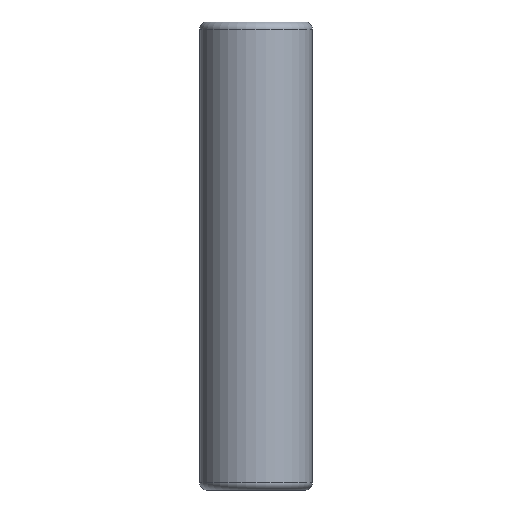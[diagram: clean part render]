
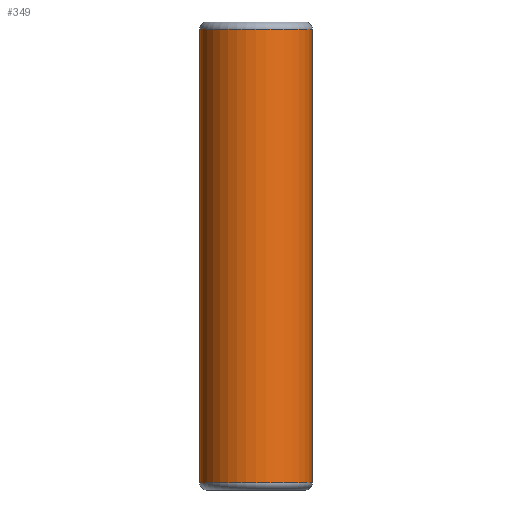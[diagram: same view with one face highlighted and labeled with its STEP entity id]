
A CAD part, front view. The second image highlights one B-rep face of the part: STEP entity #349.
In plain terms, the highlighted cylindrical face has radius 12 mm (diameter 24 mm), a partial arc.
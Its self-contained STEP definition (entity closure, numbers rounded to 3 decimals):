
#29 = VERTEX_POINT ( 'NONE', #333 ) ;
#30 = VERTEX_POINT ( 'NONE', #334 ) ;
#66 = ORIENTED_EDGE ( 'NONE', *, *, #457, .F. ) ;
#67 = ORIENTED_EDGE ( 'NONE', *, *, #205, .T. ) ;
#68 = ORIENTED_EDGE ( 'NONE', *, *, #204, .T. ) ;
#69 = ORIENTED_EDGE ( 'NONE', *, *, #207, .T. ) ;
#99 = EDGE_LOOP ( 'NONE', ( #66, #67, #68, #69 ) ) ;
#132 = VECTOR ( 'NONE', #356, 1000. ) ;
#134 = LINE ( 'NONE', #337, #132 ) ;
#137 = CIRCLE ( 'NONE', #229, 12. ) ;
#141 = CIRCLE ( 'NONE', #233, 12. ) ;
#149 = FACE_OUTER_BOUND ( 'NONE', #99, .T. ) ;
#155 = CYLINDRICAL_SURFACE ( 'NONE', #243, 12. ) ;
#165 = LINE ( 'NONE', #422, #166 ) ;
#166 = VECTOR ( 'NONE', #423, 1000. ) ;
#204 = EDGE_CURVE ( 'NONE', #448, #29, #134, .T. ) ;
#205 = EDGE_CURVE ( 'NONE', #451, #448, #137, .T. ) ;
#207 = EDGE_CURVE ( 'NONE', #29, #30, #141, .T. ) ;
#229 = AXIS2_PLACEMENT_3D ( 'NONE', #338, #331, #358 ) ;
#233 = AXIS2_PLACEMENT_3D ( 'NONE', #357, #363, #364 ) ;
#243 = AXIS2_PLACEMENT_3D ( 'NONE', #390, #393, #394 ) ;
#331 = DIRECTION ( 'NONE',  ( 0., 0., -1. ) ) ;
#333 = CARTESIAN_POINT ( 'NONE',  ( -12., 0., 1.5 ) ) ;
#334 = CARTESIAN_POINT ( 'NONE',  ( 12., 0., 1.5 ) ) ;
#337 = CARTESIAN_POINT ( 'NONE',  ( -12., 0., 100. ) ) ;
#338 = CARTESIAN_POINT ( 'NONE',  ( 0., 0., 98.5 ) ) ;
#349 = ADVANCED_FACE ( 'NONE', ( #149 ), #155, .T. ) ;
#356 = DIRECTION ( 'NONE',  ( 0., 0., -1. ) ) ;
#357 = CARTESIAN_POINT ( 'NONE',  ( 0., 0., 1.5 ) ) ;
#358 = DIRECTION ( 'NONE',  ( 1., 0., 0. ) ) ;
#363 = DIRECTION ( 'NONE',  ( 0., 0., 1. ) ) ;
#364 = DIRECTION ( 'NONE',  ( 1., 0., 0. ) ) ;
#390 = CARTESIAN_POINT ( 'NONE',  ( 0., 0., 100. ) ) ;
#393 = DIRECTION ( 'NONE',  ( 0., 0., -1. ) ) ;
#394 = DIRECTION ( 'NONE',  ( -1., 0., 0. ) ) ;
#412 = CARTESIAN_POINT ( 'NONE',  ( -12., 0., 98.5 ) ) ;
#414 = CARTESIAN_POINT ( 'NONE',  ( 12., 0., 98.5 ) ) ;
#422 = CARTESIAN_POINT ( 'NONE',  ( 12., 0., 100. ) ) ;
#423 = DIRECTION ( 'NONE',  ( 0., 0., -1. ) ) ;
#448 = VERTEX_POINT ( 'NONE', #412 ) ;
#451 = VERTEX_POINT ( 'NONE', #414 ) ;
#457 = EDGE_CURVE ( 'NONE', #451, #30, #165, .T. ) ;
